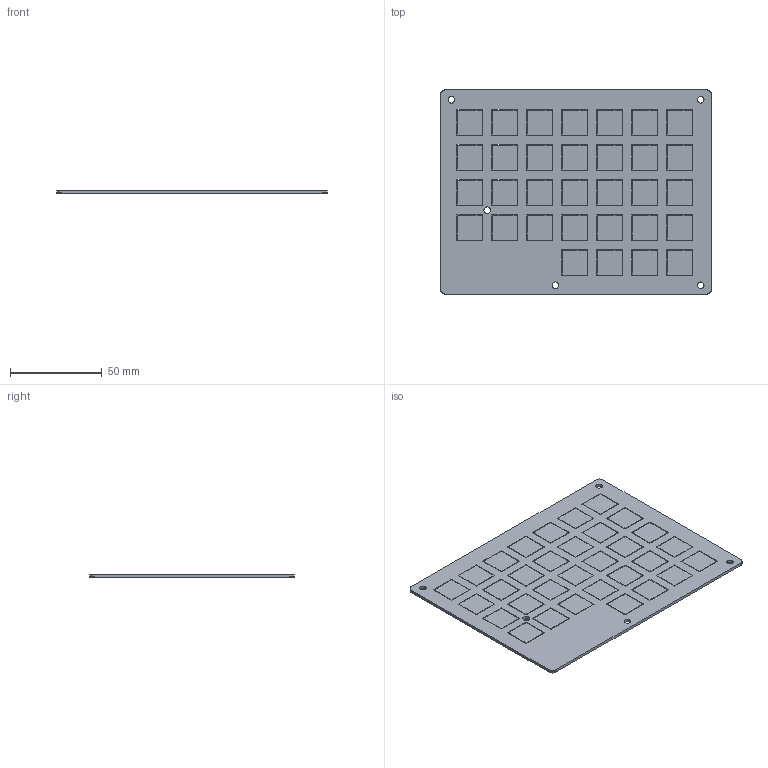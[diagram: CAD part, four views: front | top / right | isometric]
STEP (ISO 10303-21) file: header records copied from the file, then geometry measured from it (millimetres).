
FILE_DESCRIPTION(('KiCad electronic assembly'),'2;1');
FILE_NAME('11111_plates.step','2023-03-12T01:36:44',('Pcbnew'),('Kicad') ,'Open CASCADE STEP processor 7.6','KiCad to STEP converter','Unknown' );
FILE_SCHEMA(('AUTOMOTIVE_DESIGN { 1 0 10303 214 1 1 1 1 }'));
Length unit declared in the file: millimetre
Products named in the file (2): 11111_plates 1; PCB
Assembly tree (1 placements, depth 2):
  11111_plates 1
    PCB
Bounding box: 147.36 x 111.06 x 1.58 mm (x, y, z)
Volume: 24927.7 mm3; surface area: 38061.8 mm2
Topology: 33 solids, 33 shells, 767 faces, 2103 edges, 1402 vertices
Faces by surface type: plane 762, cylinder 5
Full cylindrical faces by diameter (mm): 3.6 x5
Entity records: 51499 total; most frequent: CARTESIAN_POINT 8796, DIRECTION 7591, LINE 6033, VECTOR 6033, ORIENTED_EDGE 4206, PCURVE 4206, DEFINITIONAL_REPRESENTATION 4206, EDGE_CURVE 2103
